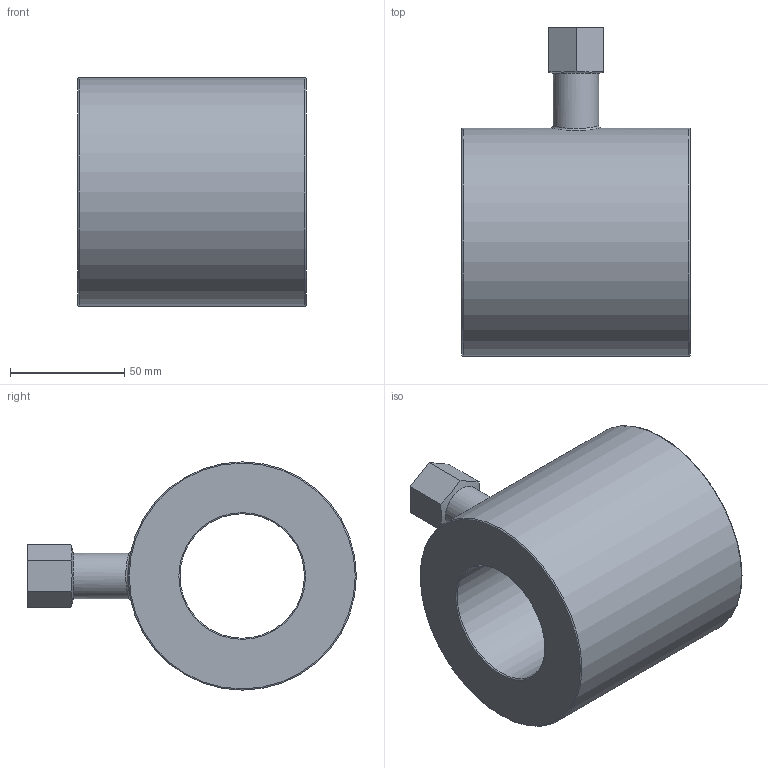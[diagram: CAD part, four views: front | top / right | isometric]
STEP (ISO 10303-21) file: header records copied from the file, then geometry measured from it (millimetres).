
FILE_DESCRIPTION(/* description */ (''),/* implementation_level */ '2;1');
FILE_NAME(/* name */ '31357.stp',/* time_stamp */ '2018-02-07T11:54:05+01:00',/* author */ ('acgl'),/* organization */ (''),/* preprocessor_version */ 'ST-DEVELOPER v15.6',/* originating_system */ 'Autodesk Inventor 2015',/* authorisation */ '');
FILE_SCHEMA (('AUTOMOTIVE_DESIGN { 1 0 10303 214 3 1 1 }'));
Length unit declared in the file: millimetre
Products named in the file (1): A0013134
Bounding box: 100 x 144 x 100 mm (x, y, z)
Volume: 565113.7 mm3; surface area: 64187.3 mm2
Topology: 1 solids, 1 shells, 22 faces, 54 edges, 34 vertices
Faces by surface type: plane 10, cylinder 5, torus 4, cone 2, bspline 1
Full cylindrical faces by diameter (mm): 3 x1, 18.631 x1, 20 x1, 54.5 x1, 100 x1
Entity records: 691 total; most frequent: CARTESIAN_POINT 247, DIRECTION 84, ORIENTED_EDGE 70, EDGE_LOOP 39, AXIS2_PLACEMENT_3D 36, EDGE_CURVE 35, VERTEX_POINT 28, FACE_OUTER_BOUND 22
